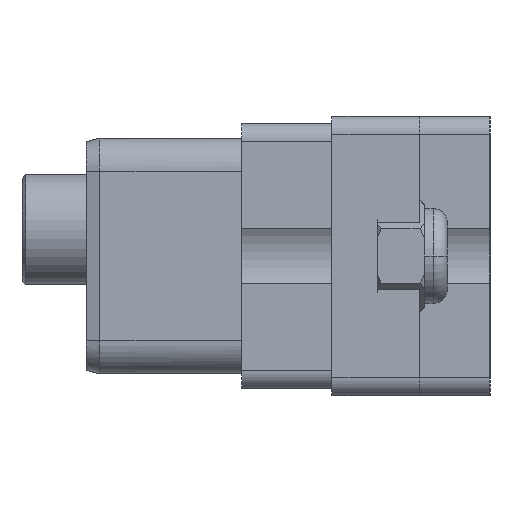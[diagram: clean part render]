
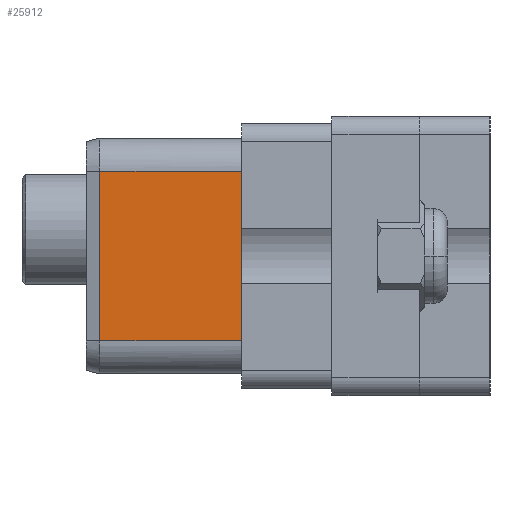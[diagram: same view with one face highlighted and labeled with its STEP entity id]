
A CAD part, left-side view. The second image highlights one B-rep face of the part: STEP entity #25912.
In plain terms, the highlighted planar face has unit normal (-1, 0.011, 0).
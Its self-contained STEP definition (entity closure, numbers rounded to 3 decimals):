
#6121=DIRECTION('',(0.,0.,1.));
#6122=VECTOR('',#6121,9.65);
#6123=CARTESIAN_POINT('',(-36.17,0.015,-4.825));
#6124=LINE('',#6123,#6122);
#6985=DIRECTION('',(-0.011,-1.,0.));
#6986=VECTOR('',#6985,8.075);
#6987=CARTESIAN_POINT('',(-36.079,8.09,4.825));
#6988=LINE('',#6987,#6986);
#7089=CARTESIAN_POINT('',(-36.17,0.015,4.825));
#7091=DIRECTION('',(0.,0.,1.));
#7092=VECTOR('',#7091,9.65);
#7093=CARTESIAN_POINT('',(-36.079,8.09,-4.825));
#7094=LINE('',#7093,#7092);
#7163=DIRECTION('',(-0.011,-1.,0.));
#7164=VECTOR('',#7163,8.075);
#7165=CARTESIAN_POINT('',(-36.079,8.09,-4.825));
#7166=LINE('',#7165,#7164);
#7199=CARTESIAN_POINT('',(-36.17,0.015,-4.825));
#14971=VERTEX_POINT('',#7199);
#14973=VERTEX_POINT('',#7089);
#14992=CARTESIAN_POINT('',(-36.079,8.09,-4.825));
#14993=VERTEX_POINT('',#14992);
#14994=CARTESIAN_POINT('',(-36.079,8.09,4.825));
#14995=VERTEX_POINT('',#14994);
#25899=CARTESIAN_POINT('',(-36.07,8.85,6.705));
#25900=DIRECTION('',(-1.,0.011,0.));
#25901=DIRECTION('',(-0.011,-1.,0.));
#25902=AXIS2_PLACEMENT_3D('',#25899,#25900,#25901);
#25903=PLANE('',#25902);
#25905=ORIENTED_EDGE('',*,*,#25904,.F.);
#25907=ORIENTED_EDGE('',*,*,#25906,.T.);
#25908=ORIENTED_EDGE('',*,*,#25890,.T.);
#25909=ORIENTED_EDGE('',*,*,#25338,.F.);
#25910=EDGE_LOOP('',(#25905,#25907,#25908,#25909));
#25911=FACE_OUTER_BOUND('',#25910,.F.);
#25912=ADVANCED_FACE('',(#25911),#25903,.T.);
#25338=EDGE_CURVE('',#14971,#14973,#6124,.T.);
#25890=EDGE_CURVE('',#14995,#14973,#6988,.T.);
#25904=EDGE_CURVE('',#14993,#14971,#7166,.T.);
#25906=EDGE_CURVE('',#14993,#14995,#7094,.T.);
